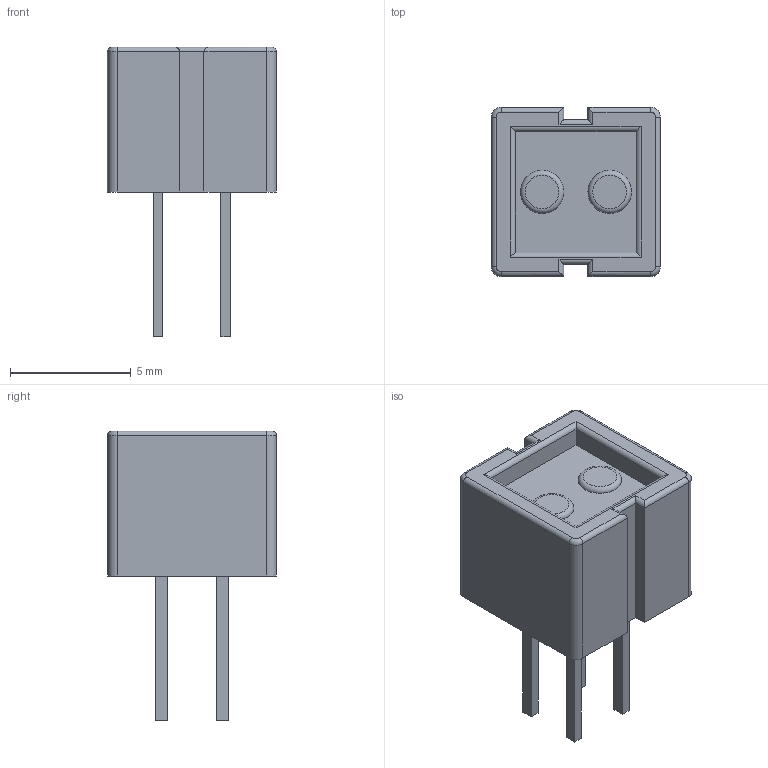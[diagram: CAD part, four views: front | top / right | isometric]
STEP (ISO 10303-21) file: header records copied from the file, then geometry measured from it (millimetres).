
FILE_DESCRIPTION(/* description */ ('model of Vishay_CNY70'),/* implementation_level */ '2;1');
FILE_NAME(/* name */ 'Vishay_CNY70.step',/* time_stamp */ '1970-01-01T00:00:00',/* author */ ('KiCAD','kicad'),/* organization */ ('OCCT'),/* preprocessor_version */ '',/* originating_system */ 'KiCAD',/* authorisation */ '');
FILE_SCHEMA(('AUTOMOTIVE_DESIGN { 1 0 10303 214 1 1 1 1 }'));
Length unit declared in the file: millimetre
Products named in the file (1): Vishay_CNY70
Bounding box: 7.01 x 7 x 12 mm (x, y, z)
Volume: 267.5 mm3; surface area: 332.5 mm2
Topology: 1 solids, 1 shells, 275 faces, 724 edges, 476 vertices
Faces by surface type: extrusion 152, plane 97, cylinder 20, torus 6
Entity records: 7134 total; most frequent: CARTESIAN_POINT 1981, ORIENTED_EDGE 1176, EDGE_CURVE 724, VERTEX_POINT 476, B_SPLINE_CURVE_WITH_KNOTS 456, LINE 380, FACE_BOUND 300, EDGE_LOOP 300
